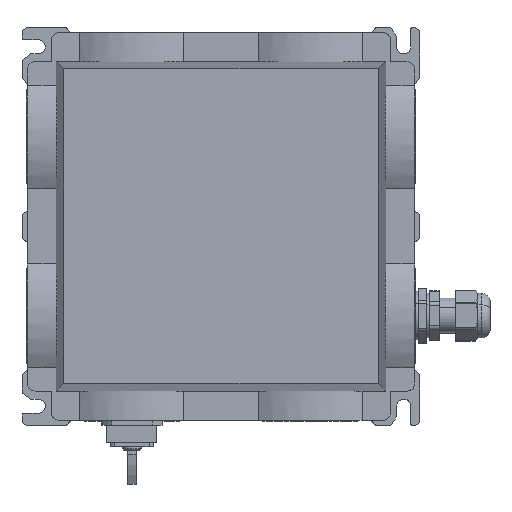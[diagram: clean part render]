
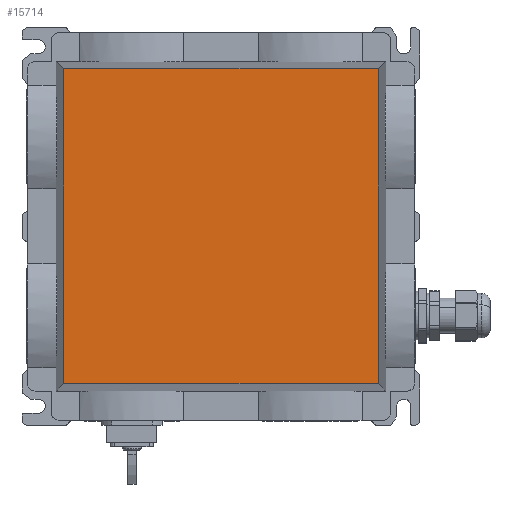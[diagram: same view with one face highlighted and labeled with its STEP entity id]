
A CAD part, top view. The second image highlights one B-rep face of the part: STEP entity #15714.
In plain terms, the highlighted planar face has unit normal (0, 0, 1).
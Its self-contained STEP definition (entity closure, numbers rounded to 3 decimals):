
#15701=AXIS2_PLACEMENT_3D('Plane Axis2P3D',#15698,#15699,#15700) ;
#12529=CARTESIAN_POINT('Vertex',(175.427,204.427,155.)) ;
#12532=CARTESIAN_POINT('Line Origine',(175.427,127.,155.)) ;
#12536=CARTESIAN_POINT('Vertex',(175.427,49.573,155.)) ;
#12657=CARTESIAN_POINT('Line Origine',(98.,49.573,155.)) ;
#12661=CARTESIAN_POINT('Vertex',(20.573,49.573,155.)) ;
#14426=CARTESIAN_POINT('Vertex',(20.573,204.427,155.)) ;
#14429=CARTESIAN_POINT('Line Origine',(98.,204.427,155.)) ;
#15698=CARTESIAN_POINT('Axis2P3D Location',(98.,127.,155.)) ;
#15703=CARTESIAN_POINT('Line Origine',(20.573,127.,155.)) ;
#12533=DIRECTION('Vector Direction',(0.,1.,0.)) ;
#12658=DIRECTION('Vector Direction',(-1.,0.,0.)) ;
#14430=DIRECTION('Vector Direction',(-1.,0.,0.)) ;
#15699=DIRECTION('Axis2P3D Direction',(0.,0.,1.)) ;
#15700=DIRECTION('Axis2P3D XDirection',(-1.,0.,0.)) ;
#15704=DIRECTION('Vector Direction',(0.,1.,0.)) ;
#12534=VECTOR('Line Direction',#12533,1.) ;
#12659=VECTOR('Line Direction',#12658,1.) ;
#14431=VECTOR('Line Direction',#14430,1.) ;
#15705=VECTOR('Line Direction',#15704,1.) ;
#15709=ORIENTED_EDGE('',*,*,#12663,.F.) ;
#15710=ORIENTED_EDGE('',*,*,#12538,.T.) ;
#15711=ORIENTED_EDGE('',*,*,#14433,.T.) ;
#15712=ORIENTED_EDGE('',*,*,#15707,.F.) ;
#15714=ADVANCED_FACE('GEHAEUSEDECKEL',(#15713),#15702,.T.) ;
#12538=EDGE_CURVE('',#12537,#12530,#12535,.T.) ;
#12663=EDGE_CURVE('',#12537,#12662,#12660,.T.) ;
#14433=EDGE_CURVE('',#12530,#14427,#14432,.T.) ;
#15707=EDGE_CURVE('',#12662,#14427,#15706,.T.) ;
#15708=EDGE_LOOP('',(#15709,#15710,#15711,#15712)) ;
#15713=FACE_OUTER_BOUND('',#15708,.T.) ;
#12535=LINE('Line',#12532,#12534) ;
#12660=LINE('Line',#12657,#12659) ;
#14432=LINE('Line',#14429,#14431) ;
#15706=LINE('Line',#15703,#15705) ;
#15702=PLANE('',#15701) ;
#12530=VERTEX_POINT('',#12529) ;
#12537=VERTEX_POINT('',#12536) ;
#12662=VERTEX_POINT('',#12661) ;
#14427=VERTEX_POINT('',#14426) ;
